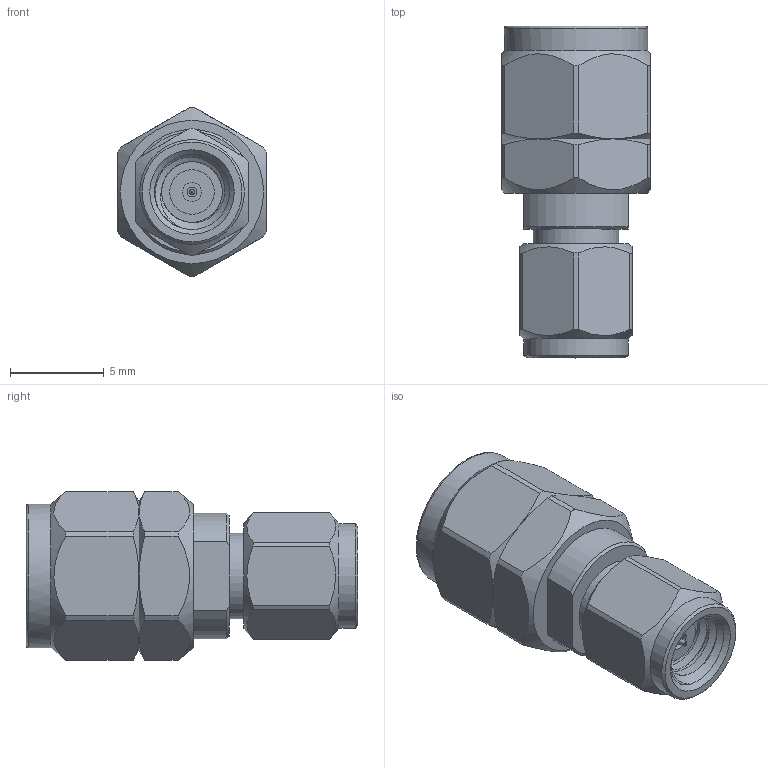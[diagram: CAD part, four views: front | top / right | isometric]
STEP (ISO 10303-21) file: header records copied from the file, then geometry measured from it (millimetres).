
FILE_DESCRIPTION (( 'STEP AP203' ), '1' );
FILE_NAME ('PE91118_3D.step', '2021-08-31T15:21:33', ( '' ), ( '' ), 'SwSTEP 2.0', 'SolidWorks 2021', '' );
FILE_SCHEMA (( 'CONFIG_CONTROL_DESIGN' ));
Length unit declared in the file: inch
Products named in the file (1): PE91118_3D
Bounding box: 7.94 x 17.7 x 8.99 mm (x, y, z)
Volume: 582.4 mm3; surface area: 789.3 mm2
Topology: 1 solids, 1 shells, 94 faces, 229 edges, 150 vertices
Faces by surface type: cylinder 37, plane 35, cone 14, bspline 7, torus 1
Full cylindrical faces by diameter (mm): 0.254 x1, 0.508 x1, 0.533 x1, 0.94 x1, 1.003 x1, 1.85 x1, 2.372 x1, 4.572 x2, 5.588 x1, 7 x4, 7.641 x1
Entity records: 4796 total; most frequent: CARTESIAN_POINT 2845, DIRECTION 370, ORIENTED_EDGE 370, EDGE_CURVE 185, AXIS2_PLACEMENT_3D 163, VERTEX_POINT 133, EDGE_LOOP 126, FACE_OUTER_BOUND 103
